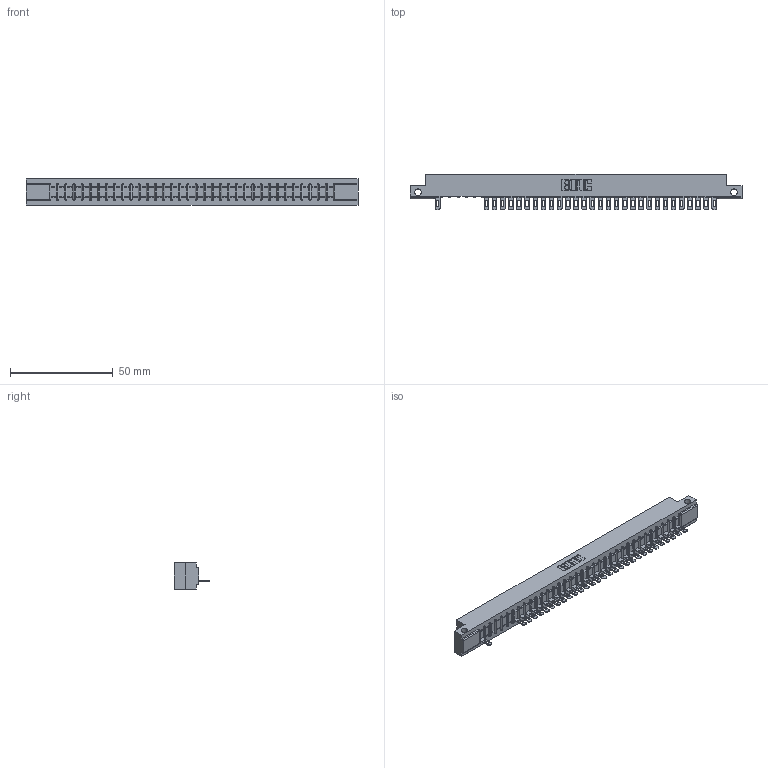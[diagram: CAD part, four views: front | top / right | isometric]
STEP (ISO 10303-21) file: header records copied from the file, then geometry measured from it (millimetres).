
FILE_DESCRIPTION (( 'STEP AP203' ), '1' );
FILE_NAME ('357-035-501-112.STEP', '2018-08-10T04:23:28', ( '' ), ( '' ), 'SwSTEP 2.0', 'SolidWorks 2016', '' );
FILE_SCHEMA (( 'CONFIG_CONTROL_DESIGN' ));
Length unit declared in the file: inch
Products named in the file (3): 307 Part_.128 Dia Side Mounting Holes; 307-290-002_501; 357-035-501-112
Assembly tree (31 placements, depth 2):
  357-035-501-112
    307 Part_.128 Dia Side Mounting Holes
    307-290-002_501  x30
Bounding box: 161.7 x 17.42 x 12.7 mm (x, y, z)
Volume: 16990.7 mm3; surface area: 20475.1 mm2
Topology: 31 solids, 31 shells, 2534 faces, 7783 edges, 5090 vertices
Faces by surface type: plane 1450, cylinder 1012, sphere 72
Entity records: 31504 total; most frequent: CARTESIAN_POINT 5335, ORIENTED_EDGE 5330, DIRECTION 5185, EDGE_CURVE 2665, VECTOR 2033, LINE 2033, VERTEX_POINT 1726, AXIS2_PLACEMENT_3D 1576
